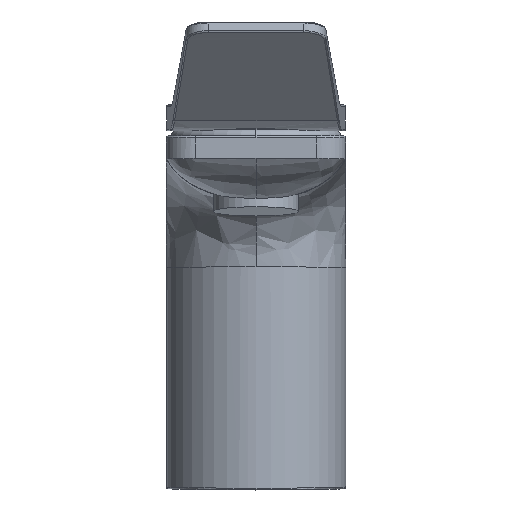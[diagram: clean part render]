
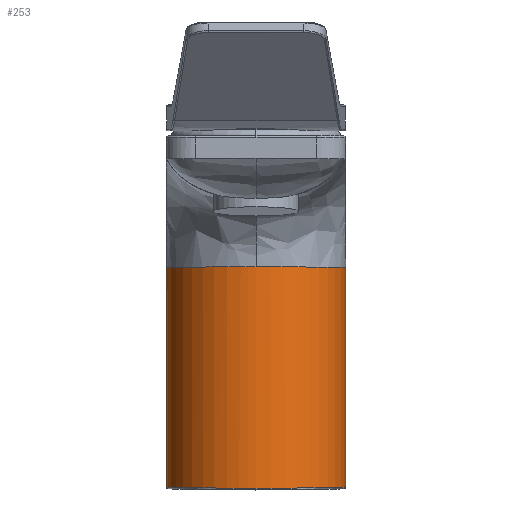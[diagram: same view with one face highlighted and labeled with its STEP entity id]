
A CAD part, top view. The second image highlights one B-rep face of the part: STEP entity #253.
In plain terms, the highlighted cylindrical face has radius 24.25 mm (diameter 48.5 mm), a partial arc.
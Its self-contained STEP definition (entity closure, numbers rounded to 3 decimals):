
#183 = ORIENTED_EDGE ( 'NONE', *, *, #1248, .T. ) ;
#253 = ADVANCED_FACE ( 'NONE', ( #5718 ), #5206, .T. ) ;
#364 = VERTEX_POINT ( 'NONE', #5164 ) ;
#493 = CARTESIAN_POINT ( 'NONE',  ( 0., -2., 24.25 ) ) ;
#615 = DIRECTION ( 'NONE',  ( 0., 1., 0. ) ) ;
#788 = VECTOR ( 'NONE', #5022, 1000. ) ;
#1188 = AXIS2_PLACEMENT_3D ( 'NONE', #8416, #5808, #7250 ) ;
#1198 = EDGE_CURVE ( 'NONE', #7656, #7361, #6138, .T. ) ;
#1248 = EDGE_CURVE ( 'NONE', #6705, #3209, #2405, .T. ) ;
#1400 = CARTESIAN_POINT ( 'NONE',  ( 0., 0.5, -24.25 ) ) ;
#1413 = EDGE_CURVE ( 'NONE', #1662, #6705, #5427, .T. ) ;
#1483 = CARTESIAN_POINT ( 'NONE',  ( -24.25, 0.086, -14.205 ) ) ;
#1662 = VERTEX_POINT ( 'NONE', #1988 ) ;
#1988 = CARTESIAN_POINT ( 'NONE',  ( -24.25, 0.086, 0. ) ) ;
#2109 = CARTESIAN_POINT ( 'NONE',  ( 0., 59.9, -24.25 ) ) ;
#2396 = ORIENTED_EDGE ( 'NONE', *, *, #1413, .T. ) ;
#2405 = LINE ( 'NONE', #493, #788 ) ;
#2438 = ORIENTED_EDGE ( 'NONE', *, *, #1198, .F. ) ;
#2475 =( BOUNDED_CURVE ( )  B_SPLINE_CURVE ( 3, ( #1400, #6010, #1483, #6794 ),
 .UNSPECIFIED., .F., .T. ) 
 B_SPLINE_CURVE_WITH_KNOTS ( ( 4, 4 ),
 ( 1.571, 3.142 ),
 .UNSPECIFIED. ) 
 CURVE ( )  GEOMETRIC_REPRESENTATION_ITEM ( )  RATIONAL_B_SPLINE_CURVE ( ( 1., 0.805, 0.805, 1. ) ) 
 REPRESENTATION_ITEM ( '' )  );
#3072 = CARTESIAN_POINT ( 'NONE',  ( -24.25, 59.9, 0. ) ) ;
#3099 = CARTESIAN_POINT ( 'NONE',  ( -24.25, 59.9, -13.384 ) ) ;
#3129 = CARTESIAN_POINT ( 'NONE',  ( 0., 0.5, 24.25 ) ) ;
#3209 = VERTEX_POINT ( 'NONE', #3891 ) ;
#3247 = VECTOR ( 'NONE', #615, 1000. ) ;
#3502 = B_SPLINE_CURVE_WITH_KNOTS ( 'NONE', 3,
 ( #3072, #8375, #5680, #6252 ),
 .UNSPECIFIED., .F., .F.,
 ( 4, 4 ),
 ( 0., 1. ),
 .UNSPECIFIED. ) ;
#3891 = CARTESIAN_POINT ( 'NONE',  ( 0., 59.9, 24.25 ) ) ;
#4008 = ORIENTED_EDGE ( 'NONE', *, *, #8118, .T. ) ;
#4520 = CARTESIAN_POINT ( 'NONE',  ( -24.25, 0.086, 0. ) ) ;
#4743 = CARTESIAN_POINT ( 'NONE',  ( -24.25, 59.9, 0. ) ) ;
#5022 = DIRECTION ( 'NONE',  ( 0., 1., 0. ) ) ;
#5164 = CARTESIAN_POINT ( 'NONE',  ( 0., 0.5, -24.25 ) ) ;
#5206 = CYLINDRICAL_SURFACE ( 'NONE', #1188, 24.25 ) ;
#5321 = CARTESIAN_POINT ( 'NONE',  ( 0., 0.5, 24.25 ) ) ;
#5427 =( BOUNDED_CURVE ( )  B_SPLINE_CURVE ( 3, ( #4520, #7960, #5822, #3129 ),
 .UNSPECIFIED., .F., .T. ) 
 B_SPLINE_CURVE_WITH_KNOTS ( ( 4, 4 ),
 ( 3.142, 4.712 ),
 .UNSPECIFIED. ) 
 CURVE ( )  GEOMETRIC_REPRESENTATION_ITEM ( )  RATIONAL_B_SPLINE_CURVE ( ( 1., 0.805, 0.805, 1. ) ) 
 REPRESENTATION_ITEM ( '' )  );
#5680 = CARTESIAN_POINT ( 'NONE',  ( -13.384, 59.9, 24.25 ) ) ;
#5718 = FACE_OUTER_BOUND ( 'NONE', #8425, .T. ) ;
#5808 = DIRECTION ( 'NONE',  ( 0., 1., 0. ) ) ;
#5822 = CARTESIAN_POINT ( 'NONE',  ( -14.205, 0.257, 24.25 ) ) ;
#5936 = EDGE_CURVE ( 'NONE', #7361, #3209, #3502, .T. ) ;
#6010 = CARTESIAN_POINT ( 'NONE',  ( -14.205, 0.257, -24.25 ) ) ;
#6138 = B_SPLINE_CURVE_WITH_KNOTS ( 'NONE', 3,
 ( #8280, #6937, #3099, #7016 ),
 .UNSPECIFIED., .F., .F.,
 ( 4, 4 ),
 ( 0., 1. ),
 .UNSPECIFIED. ) ;
#6252 = CARTESIAN_POINT ( 'NONE',  ( 0., 59.9, 24.25 ) ) ;
#6705 = VERTEX_POINT ( 'NONE', #5321 ) ;
#6718 = ORIENTED_EDGE ( 'NONE', *, *, #7906, .F. ) ;
#6794 = CARTESIAN_POINT ( 'NONE',  ( -24.25, 0.086, 0. ) ) ;
#6937 = CARTESIAN_POINT ( 'NONE',  ( -13.384, 59.9, -24.25 ) ) ;
#7016 = CARTESIAN_POINT ( 'NONE',  ( -24.25, 59.9, 0. ) ) ;
#7250 = DIRECTION ( 'NONE',  ( 0., 0., 1. ) ) ;
#7361 = VERTEX_POINT ( 'NONE', #4743 ) ;
#7656 = VERTEX_POINT ( 'NONE', #2109 ) ;
#7764 = ORIENTED_EDGE ( 'NONE', *, *, #5936, .F. ) ;
#7882 = CARTESIAN_POINT ( 'NONE',  ( 0., -2., -24.25 ) ) ;
#7906 = EDGE_CURVE ( 'NONE', #364, #7656, #8533, .T. ) ;
#7960 = CARTESIAN_POINT ( 'NONE',  ( -24.25, 0.086, 14.205 ) ) ;
#8118 = EDGE_CURVE ( 'NONE', #364, #1662, #2475, .T. ) ;
#8280 = CARTESIAN_POINT ( 'NONE',  ( 0., 59.9, -24.25 ) ) ;
#8375 = CARTESIAN_POINT ( 'NONE',  ( -24.25, 59.9, 13.384 ) ) ;
#8416 = CARTESIAN_POINT ( 'NONE',  ( 0., -2., 0. ) ) ;
#8425 = EDGE_LOOP ( 'NONE', ( #6718, #4008, #2396, #183, #7764, #2438 ) ) ;
#8533 = LINE ( 'NONE', #7882, #3247 ) ;
